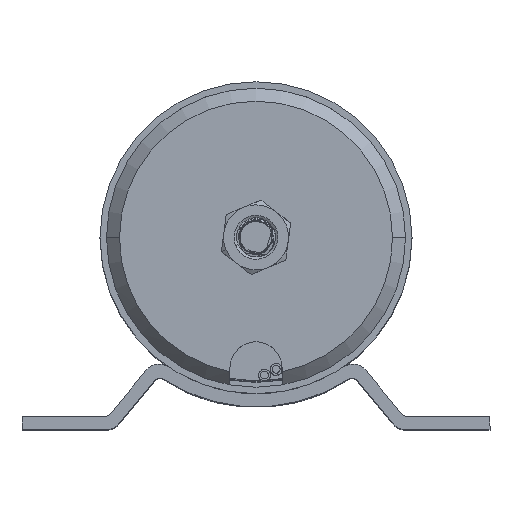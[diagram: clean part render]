
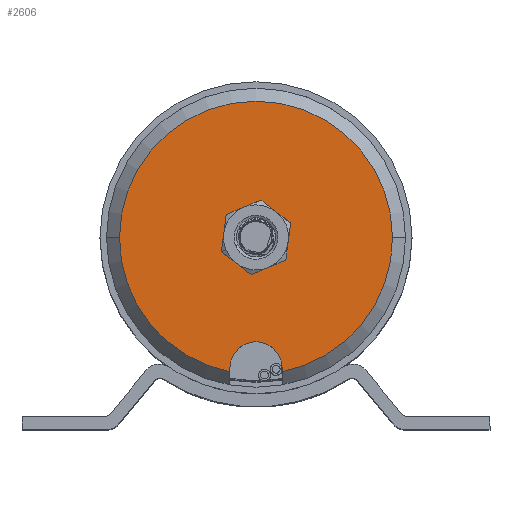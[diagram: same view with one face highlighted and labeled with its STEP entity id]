
A CAD part, top view. The second image highlights one B-rep face of the part: STEP entity #2606.
In plain terms, the highlighted face is planar.
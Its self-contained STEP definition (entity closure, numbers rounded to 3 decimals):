
#148 = CARTESIAN_POINT ( 'NONE',  ( 3.75, 0., 0. ) ) ;
#153 = CIRCLE ( 'NONE', #456, 3.75 ) ;
#384 = CARTESIAN_POINT ( 'NONE',  ( -21., 0., 0. ) ) ;
#456 = AXIS2_PLACEMENT_3D ( 'NONE', #2710, #5614, #13727 ) ;
#717 = EDGE_CURVE ( 'NONE', #11079, #740, #16666, .T. ) ;
#740 = VERTEX_POINT ( 'NONE', #384 ) ;
#833 = CIRCLE ( 'NONE', #14652, 21. ) ;
#930 = CARTESIAN_POINT ( 'NONE',  ( 4., 0., 25.697 ) ) ;
#1449 = EDGE_CURVE ( 'NONE', #2551, #3645, #833, .T. ) ;
#1716 = CARTESIAN_POINT ( 'NONE',  ( -4., 0., 20. ) ) ;
#1722 = DIRECTION ( 'NONE',  ( 0., -1., 0. ) ) ;
#1936 = VERTEX_POINT ( 'NONE', #10511 ) ;
#2080 = ORIENTED_EDGE ( 'NONE', *, *, #2947, .F. ) ;
#2551 = VERTEX_POINT ( 'NONE', #9108 ) ;
#2606 = ADVANCED_FACE ( 'NONE', ( #16030, #16217 ), #11933, .T. ) ;
#2627 = VERTEX_POINT ( 'NONE', #17488 ) ;
#2710 = CARTESIAN_POINT ( 'NONE',  ( 0., 0., 0. ) ) ;
#2732 = CARTESIAN_POINT ( 'NONE',  ( 4., 0., 20. ) ) ;
#2755 = EDGE_CURVE ( 'NONE', #2627, #14920, #3162, .T. ) ;
#2797 = DIRECTION ( 'NONE',  ( 0., 1., 0. ) ) ;
#2798 = DIRECTION ( 'NONE',  ( 0., 0., -1. ) ) ;
#2947 = EDGE_CURVE ( 'NONE', #1936, #13800, #14116, .T. ) ;
#3162 = CIRCLE ( 'NONE', #9792, 3.75 ) ;
#3175 = EDGE_CURVE ( 'NONE', #13800, #3645, #13456, .T. ) ;
#3645 = VERTEX_POINT ( 'NONE', #4997 ) ;
#4071 = DIRECTION ( 'NONE',  ( 1., 0., 0. ) ) ;
#4377 = ORIENTED_EDGE ( 'NONE', *, *, #2755, .T. ) ;
#4448 = DIRECTION ( 'NONE',  ( 0., -1., 0. ) ) ;
#4477 = DIRECTION ( 'NONE',  ( -1., 0., 0. ) ) ;
#4997 = CARTESIAN_POINT ( 'NONE',  ( 4., 0., 20.616 ) ) ;
#5118 = ORIENTED_EDGE ( 'NONE', *, *, #5945, .T. ) ;
#5323 = ORIENTED_EDGE ( 'NONE', *, *, #14346, .T. ) ;
#5443 = DIRECTION ( 'NONE',  ( 0., -1., 0. ) ) ;
#5614 = DIRECTION ( 'NONE',  ( 0., 1., 0. ) ) ;
#5945 = EDGE_CURVE ( 'NONE', #740, #2551, #17324, .T. ) ;
#6169 = DIRECTION ( 'NONE',  ( 1., 0., 0. ) ) ;
#6891 = ORIENTED_EDGE ( 'NONE', *, *, #11588, .F. ) ;
#7147 = EDGE_LOOP ( 'NONE', ( #5323, #4377 ) ) ;
#7522 = CARTESIAN_POINT ( 'NONE',  ( 0., 0., 0. ) ) ;
#8313 = DIRECTION ( 'NONE',  ( 1., 0., 0. ) ) ;
#8449 = CARTESIAN_POINT ( 'NONE',  ( 0., 0., 20. ) ) ;
#8586 = LINE ( 'NONE', #1716, #12695 ) ;
#8814 = ORIENTED_EDGE ( 'NONE', *, *, #1449, .T. ) ;
#9108 = CARTESIAN_POINT ( 'NONE',  ( 21., 0., 0. ) ) ;
#9282 = DIRECTION ( 'NONE',  ( 1., 0., 0. ) ) ;
#9502 = AXIS2_PLACEMENT_3D ( 'NONE', #8449, #14135, #4477 ) ;
#9556 = AXIS2_PLACEMENT_3D ( 'NONE', #12309, #1722, #4071 ) ;
#9792 = AXIS2_PLACEMENT_3D ( 'NONE', #15073, #2797, #8313 ) ;
#10511 = CARTESIAN_POINT ( 'NONE',  ( -4., 0., 20. ) ) ;
#10969 = DIRECTION ( 'NONE',  ( 1., 0., 0. ) ) ;
#11079 = VERTEX_POINT ( 'NONE', #13212 ) ;
#11588 = EDGE_CURVE ( 'NONE', #11079, #1936, #8586, .T. ) ;
#11933 = PLANE ( 'NONE',  #16408 ) ;
#12309 = CARTESIAN_POINT ( 'NONE',  ( 0., 0., 0. ) ) ;
#12682 = CARTESIAN_POINT ( 'NONE',  ( 0., 0., 0. ) ) ;
#12695 = VECTOR ( 'NONE', #2798, 1000. ) ;
#12811 = EDGE_LOOP ( 'NONE', ( #6891, #16177, #5118, #8814, #14257, #2080 ) ) ;
#13212 = CARTESIAN_POINT ( 'NONE',  ( -4., 0., 20.616 ) ) ;
#13456 = LINE ( 'NONE', #930, #13827 ) ;
#13727 = DIRECTION ( 'NONE',  ( 1., 0., 0. ) ) ;
#13800 = VERTEX_POINT ( 'NONE', #2732 ) ;
#13827 = VECTOR ( 'NONE', #17693, 1000. ) ;
#14116 = CIRCLE ( 'NONE', #9502, 4. ) ;
#14135 = DIRECTION ( 'NONE',  ( 0., -1., 0. ) ) ;
#14257 = ORIENTED_EDGE ( 'NONE', *, *, #3175, .F. ) ;
#14346 = EDGE_CURVE ( 'NONE', #14920, #2627, #153, .T. ) ;
#14652 = AXIS2_PLACEMENT_3D ( 'NONE', #12682, #5443, #10969 ) ;
#14776 = CARTESIAN_POINT ( 'NONE',  ( 0., 0., 0. ) ) ;
#14920 = VERTEX_POINT ( 'NONE', #148 ) ;
#15073 = CARTESIAN_POINT ( 'NONE',  ( 0., 0., 0. ) ) ;
#15507 = AXIS2_PLACEMENT_3D ( 'NONE', #7522, #4448, #6169 ) ;
#15871 = DIRECTION ( 'NONE',  ( 0., -1., 0. ) ) ;
#16030 = FACE_BOUND ( 'NONE', #7147, .T. ) ;
#16177 = ORIENTED_EDGE ( 'NONE', *, *, #717, .T. ) ;
#16217 = FACE_OUTER_BOUND ( 'NONE', #12811, .T. ) ;
#16408 = AXIS2_PLACEMENT_3D ( 'NONE', #14776, #15871, #9282 ) ;
#16666 = CIRCLE ( 'NONE', #15507, 21. ) ;
#17324 = CIRCLE ( 'NONE', #9556, 21. ) ;
#17488 = CARTESIAN_POINT ( 'NONE',  ( -3.75, 0., 0. ) ) ;
#17693 = DIRECTION ( 'NONE',  ( 0., 0., 1. ) ) ;
